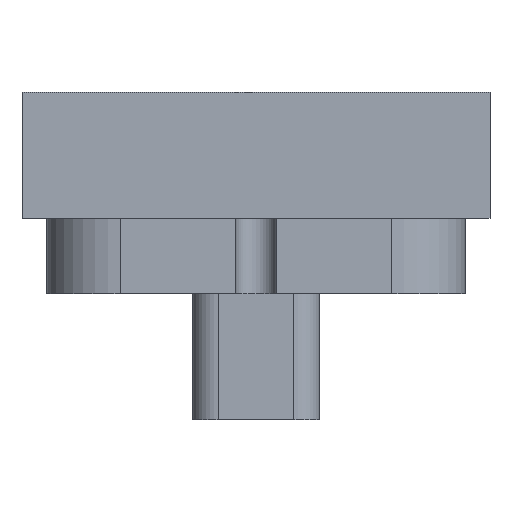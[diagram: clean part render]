
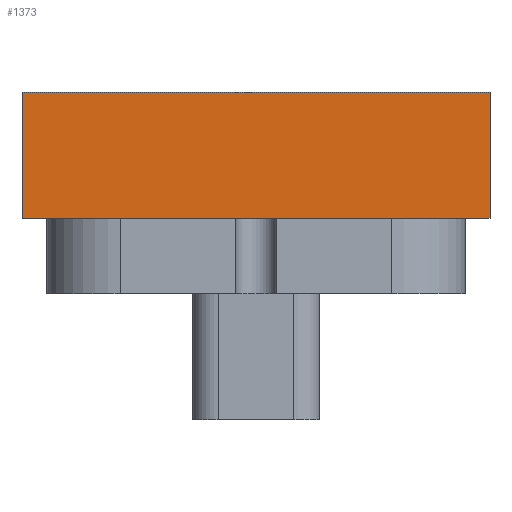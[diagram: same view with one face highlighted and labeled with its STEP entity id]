
A CAD part, front view. The second image highlights one B-rep face of the part: STEP entity #1373.
In plain terms, the highlighted planar face has unit normal (0, -1, 0).
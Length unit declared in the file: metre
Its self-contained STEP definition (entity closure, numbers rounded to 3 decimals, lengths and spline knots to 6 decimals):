
#86=LINE('',#1948,#203);
#124=LINE('',#2083,#241);
#125=LINE('',#2085,#242);
#126=LINE('',#2087,#243);
#203=VECTOR('',#1598,1.);
#241=VECTOR('',#1678,1.);
#242=VECTOR('',#1681,1.);
#243=VECTOR('',#1682,1.);
#399=ORIENTED_EDGE('',*,*,#724,.F.);
#400=ORIENTED_EDGE('',*,*,#783,.F.);
#401=ORIENTED_EDGE('',*,*,#784,.T.);
#402=ORIENTED_EDGE('',*,*,#785,.T.);
#724=EDGE_CURVE('',#921,#922,#86,.T.);
#783=EDGE_CURVE('',#973,#921,#124,.T.);
#784=EDGE_CURVE('',#973,#974,#125,.T.);
#785=EDGE_CURVE('',#974,#922,#126,.T.);
#921=VERTEX_POINT('',#1947);
#922=VERTEX_POINT('',#1949);
#973=VERTEX_POINT('',#2082);
#974=VERTEX_POINT('',#2086);
#1115=EDGE_LOOP('',(#399,#400,#401,#402));
#1230=FACE_BOUND('',#1115,.T.);
#1334=PLANE('',#1488);
#1373=ADVANCED_FACE('',(#1230),#1334,.T.);
#1488=AXIS2_PLACEMENT_3D('',#2084,#1679,#1680);
#1598=DIRECTION('',(1.,0.,0.));
#1678=DIRECTION('',(0.,0.,1.));
#1679=DIRECTION('',(0.,-1.,0.));
#1680=DIRECTION('',(0.,0.,-1.));
#1681=DIRECTION('',(1.,0.,0.));
#1682=DIRECTION('',(0.,0.,1.));
#1947=CARTESIAN_POINT('',(0.208684,-0.300028,0.));
#1948=CARTESIAN_POINT('',(0.217959,-0.300028,0.));
#1949=CARTESIAN_POINT('',(0.227234,-0.300028,0.));
#2082=CARTESIAN_POINT('',(0.208684,-0.300028,-0.005));
#2083=CARTESIAN_POINT('',(0.208684,-0.300028,-0.005));
#2084=CARTESIAN_POINT('',(0.217959,-0.300028,-0.005));
#2085=CARTESIAN_POINT('',(0.217959,-0.300028,-0.005));
#2086=CARTESIAN_POINT('',(0.227234,-0.300028,-0.005));
#2087=CARTESIAN_POINT('',(0.227234,-0.300028,-0.005));
